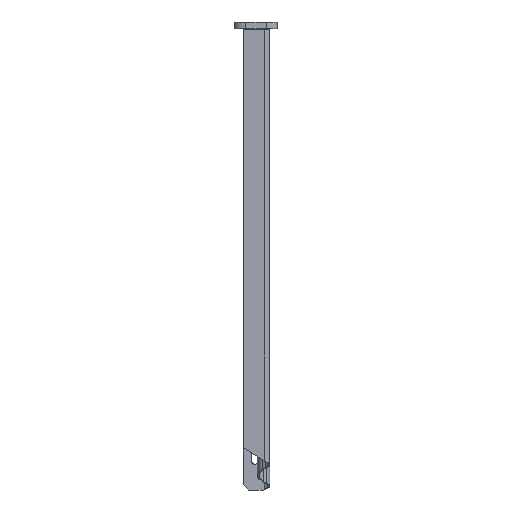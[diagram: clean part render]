
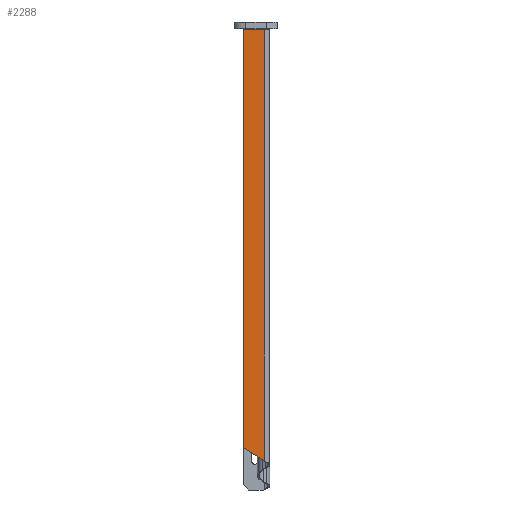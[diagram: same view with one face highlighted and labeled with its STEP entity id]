
A CAD part, front view. The second image highlights one B-rep face of the part: STEP entity #2288.
In plain terms, the highlighted planar face has unit normal (0, -0.999, -0.052).
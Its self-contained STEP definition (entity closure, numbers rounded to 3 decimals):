
#168 = VECTOR ( 'NONE', #3875, 1000. ) ;
#623 = VERTEX_POINT ( 'NONE', #3317 ) ;
#624 = CARTESIAN_POINT ( 'NONE',  ( 9.729, -74.839, -0.602 ) ) ;
#649 = DIRECTION ( 'NONE',  ( 0.052, -0.052, 0.997 ) ) ;
#652 = ORIENTED_EDGE ( 'NONE', *, *, #2731, .F. ) ;
#730 = CARTESIAN_POINT ( 'NONE',  ( -15., -49.178, -490.254 ) ) ;
#907 = DIRECTION ( 'NONE',  ( 0., 0.999, 0.052 ) ) ;
#922 = PLANE ( 'NONE',  #2396 ) ;
#971 = LINE ( 'NONE', #3530, #168 ) ;
#1033 = DIRECTION ( 'NONE',  ( 0.839, 0.029, -0.544 ) ) ;
#1257 = CARTESIAN_POINT ( 'NONE',  ( 117.629, -74.586, -5.426 ) ) ;
#1334 = EDGE_CURVE ( 'NONE', #1943, #1555, #3083, .T. ) ;
#1353 = DIRECTION ( 'NONE',  ( 0., 0.052, -0.999 ) ) ;
#1543 = VECTOR ( 'NONE', #1353, 1000. ) ;
#1555 = VERTEX_POINT ( 'NONE', #2868 ) ;
#1749 = CARTESIAN_POINT ( 'NONE',  ( 65.9, -46.428, -542.719 ) ) ;
#1943 = VERTEX_POINT ( 'NONE', #730 ) ;
#2073 = ORIENTED_EDGE ( 'NONE', *, *, #2934, .T. ) ;
#2155 = CARTESIAN_POINT ( 'NONE',  ( -15., -74.839, -0.602 ) ) ;
#2288 = ADVANCED_FACE ( 'NONE', ( #2897 ), #922, .F. ) ;
#2396 = AXIS2_PLACEMENT_3D ( 'NONE', #1257, #907, #649 ) ;
#2397 = LINE ( 'NONE', #3618, #1543 ) ;
#2731 = EDGE_CURVE ( 'NONE', #4009, #1555, #971, .T. ) ;
#2773 = ORIENTED_EDGE ( 'NONE', *, *, #3517, .T. ) ;
#2868 = CARTESIAN_POINT ( 'NONE',  ( 9.729, -48.337, -506.291 ) ) ;
#2897 = FACE_OUTER_BOUND ( 'NONE', #3252, .T. ) ;
#2934 = EDGE_CURVE ( 'NONE', #4009, #623, #4012, .T. ) ;
#2979 = ORIENTED_EDGE ( 'NONE', *, *, #1334, .T. ) ;
#3083 = LINE ( 'NONE', #1749, #3120 ) ;
#3120 = VECTOR ( 'NONE', #1033, 1000. ) ;
#3252 = EDGE_LOOP ( 'NONE', ( #652, #2073, #2773, #2979 ) ) ;
#3317 = CARTESIAN_POINT ( 'NONE',  ( -15., -74.839, -0.602 ) ) ;
#3517 = EDGE_CURVE ( 'NONE', #623, #1943, #2397, .T. ) ;
#3530 = CARTESIAN_POINT ( 'NONE',  ( 9.729, -74.586, -5.426 ) ) ;
#3618 = CARTESIAN_POINT ( 'NONE',  ( -15., -49.178, -490.254 ) ) ;
#3875 = DIRECTION ( 'NONE',  ( 0., 0.052, -0.999 ) ) ;
#3902 = VECTOR ( 'NONE', #4106, 1000. ) ;
#4009 = VERTEX_POINT ( 'NONE', #624 ) ;
#4012 = LINE ( 'NONE', #2155, #3902 ) ;
#4106 = DIRECTION ( 'NONE',  ( -1., 0., 0. ) ) ;
